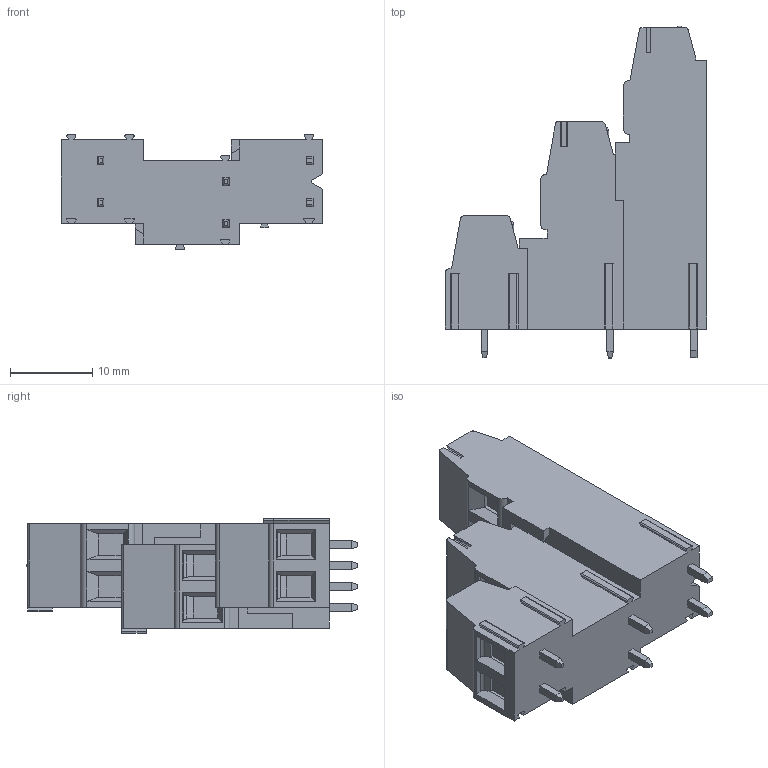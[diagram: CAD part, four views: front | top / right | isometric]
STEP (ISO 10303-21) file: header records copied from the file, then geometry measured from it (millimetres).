
FILE_DESCRIPTION((''),'2;1');
FILE_NAME('3L','2025-02-28T',('yanfa'),(''),'PRO/ENGINEER BY PARAMETRIC TECHNOLOGY CORPORATION, 2009280','PRO/ENGINEER BY PARAMETRIC TECHNOLOGY CORPORATION, 2009280','');
FILE_SCHEMA(('AUTOMOTIVE_DESIGN_CC2 { 1 2 10303 214 -1 1 5 2 }'));
Length unit declared in the file: millimetre
Products named in the file (1): 3L
Bounding box: 31.8 x 40.3 x 13.9 mm (x, y, z)
Volume: 7123.8 mm3; surface area: 3824.5 mm2
Topology: 1 solids, 1 shells, 407 faces, 1051 edges, 665 vertices
Faces by surface type: plane 270, cylinder 95, cone 24, torus 12, sphere 6
Entity records: 12363 total; most frequent: CARTESIAN_POINT 2343, ORIENTED_EDGE 2098, DIRECTION 2045, EDGE_CURVE 1049, VECTOR 787, LINE 787, VERTEX_POINT 665, AXIS2_PLACEMENT_3D 629
